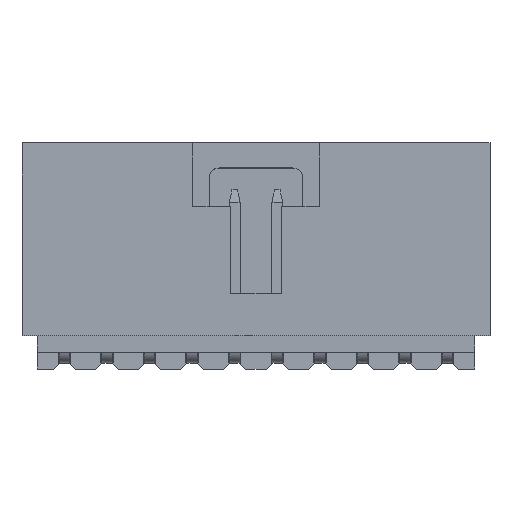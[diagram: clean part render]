
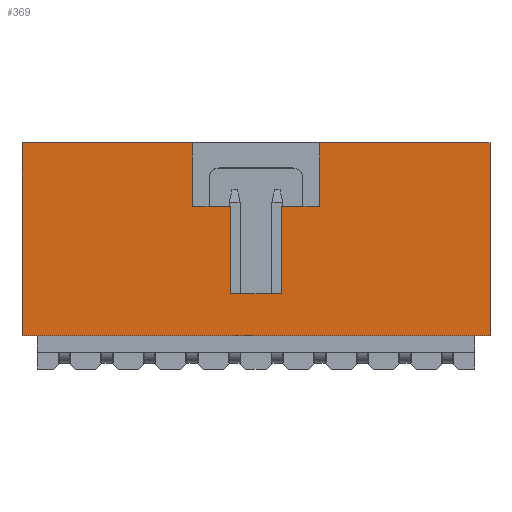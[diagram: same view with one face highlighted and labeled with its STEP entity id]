
A CAD part, top view. The second image highlights one B-rep face of the part: STEP entity #369.
In plain terms, the highlighted planar face has unit normal (0, 0, 1).
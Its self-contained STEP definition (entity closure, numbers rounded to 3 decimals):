
#37=CARTESIAN_POINT('',(13.97,0.,2.55));
#38=VERTEX_POINT('',#37);
#48=CARTESIAN_POINT('',(-13.97,0.,2.55));
#49=VERTEX_POINT('',#48);
#50=CARTESIAN_POINT('',(13.97,0.,2.55));
#51=CARTESIAN_POINT('',(8.382,0.,2.55));
#52=CARTESIAN_POINT('',(2.794,0.,2.55));
#53=CARTESIAN_POINT('',(-2.794,0.,2.55));
#54=CARTESIAN_POINT('',(-8.382,0.,2.55));
#55=CARTESIAN_POINT('',(-13.97,0.,2.55));
#56=B_SPLINE_CURVE_WITH_KNOTS('',5,(#50,#51,#52,#53,#54,#55),.UNSPECIFIED.,.F.,.U.,(6,6),(0.,27.94),.UNSPECIFIED.);
#57=EDGE_CURVE('',#38,#49,#56,.T.);
#206=CARTESIAN_POINT('',(13.97,11.5,2.55));
#207=VERTEX_POINT('',#206);
#217=CARTESIAN_POINT('',(13.97,11.5,2.55));
#218=CARTESIAN_POINT('',(13.97,9.2,2.55));
#219=CARTESIAN_POINT('',(13.97,6.9,2.55));
#220=CARTESIAN_POINT('',(13.97,4.6,2.55));
#221=CARTESIAN_POINT('',(13.97,2.3,2.55));
#222=CARTESIAN_POINT('',(13.97,0.,2.55));
#223=B_SPLINE_CURVE_WITH_KNOTS('',5,(#217,#218,#219,#220,#221,#222),.UNSPECIFIED.,.F.,.U.,(6,6),(0.,11.5),.UNSPECIFIED.);
#224=EDGE_CURVE('',#207,#38,#223,.T.);
#230=CARTESIAN_POINT('',(0.,5.75,2.55));
#231=DIRECTION('',(1.,0.,0.));
#232=DIRECTION('',(0.,0.,1.));
#233=AXIS2_PLACEMENT_3D('',#230,#232,#231);
#234=PLANE('',#233);
#235=CARTESIAN_POINT('',(-1.5,2.5,2.55));
#236=VERTEX_POINT('',#235);
#237=CARTESIAN_POINT('',(-1.5,7.7,2.55));
#238=VERTEX_POINT('',#237);
#239=CARTESIAN_POINT('',(-1.5,2.5,2.55));
#240=CARTESIAN_POINT('',(-1.5,3.54,2.55));
#241=CARTESIAN_POINT('',(-1.5,4.58,2.55));
#242=CARTESIAN_POINT('',(-1.5,5.62,2.55));
#243=CARTESIAN_POINT('',(-1.5,6.66,2.55));
#244=CARTESIAN_POINT('',(-1.5,7.7,2.55));
#245=B_SPLINE_CURVE_WITH_KNOTS('',5,(#239,#240,#241,#242,#243,#244),.UNSPECIFIED.,.F.,.U.,(6,6),(0.,5.2),.UNSPECIFIED.);
#246=EDGE_CURVE('',#236,#238,#245,.T.);
#247=ORIENTED_EDGE('',*,*,#246,.T.);
#248=CARTESIAN_POINT('',(-2.8,7.7,2.55));
#249=VERTEX_POINT('',#248);
#250=CARTESIAN_POINT('',(-1.5,7.7,2.55));
#251=CARTESIAN_POINT('',(-1.76,7.7,2.55));
#252=CARTESIAN_POINT('',(-2.02,7.7,2.55));
#253=CARTESIAN_POINT('',(-2.28,7.7,2.55));
#254=CARTESIAN_POINT('',(-2.54,7.7,2.55));
#255=CARTESIAN_POINT('',(-2.8,7.7,2.55));
#256=B_SPLINE_CURVE_WITH_KNOTS('',5,(#250,#251,#252,#253,#254,#255),.UNSPECIFIED.,.F.,.U.,(6,6),(0.,1.3),.UNSPECIFIED.);
#257=EDGE_CURVE('',#238,#249,#256,.T.);
#258=ORIENTED_EDGE('',*,*,#257,.T.);
#259=CARTESIAN_POINT('',(-3.8,7.7,2.55));
#260=VERTEX_POINT('',#259);
#261=CARTESIAN_POINT('',(-2.8,7.7,2.55));
#262=CARTESIAN_POINT('',(-3.,7.7,2.55));
#263=CARTESIAN_POINT('',(-3.2,7.7,2.55));
#264=CARTESIAN_POINT('',(-3.4,7.7,2.55));
#265=CARTESIAN_POINT('',(-3.6,7.7,2.55));
#266=CARTESIAN_POINT('',(-3.8,7.7,2.55));
#267=B_SPLINE_CURVE_WITH_KNOTS('',5,(#261,#262,#263,#264,#265,#266),.UNSPECIFIED.,.F.,.U.,(6,6),(0.,1.),.UNSPECIFIED.);
#268=EDGE_CURVE('',#249,#260,#267,.T.);
#269=ORIENTED_EDGE('',*,*,#268,.T.);
#270=CARTESIAN_POINT('',(-3.8,11.5,2.55));
#271=VERTEX_POINT('',#270);
#272=CARTESIAN_POINT('',(-3.8,7.7,2.55));
#273=CARTESIAN_POINT('',(-3.8,8.46,2.55));
#274=CARTESIAN_POINT('',(-3.8,9.22,2.55));
#275=CARTESIAN_POINT('',(-3.8,9.98,2.55));
#276=CARTESIAN_POINT('',(-3.8,10.74,2.55));
#277=CARTESIAN_POINT('',(-3.8,11.5,2.55));
#278=B_SPLINE_CURVE_WITH_KNOTS('',5,(#272,#273,#274,#275,#276,#277),.UNSPECIFIED.,.F.,.U.,(6,6),(0.,3.8),.UNSPECIFIED.);
#279=EDGE_CURVE('',#260,#271,#278,.T.);
#280=ORIENTED_EDGE('',*,*,#279,.T.);
#281=CARTESIAN_POINT('',(-13.97,11.5,2.55));
#282=VERTEX_POINT('',#281);
#283=CARTESIAN_POINT('',(-3.8,11.5,2.55));
#284=CARTESIAN_POINT('',(-5.834,11.5,2.55));
#285=CARTESIAN_POINT('',(-7.868,11.5,2.55));
#286=CARTESIAN_POINT('',(-9.902,11.5,2.55));
#287=CARTESIAN_POINT('',(-11.936,11.5,2.55));
#288=CARTESIAN_POINT('',(-13.97,11.5,2.55));
#289=B_SPLINE_CURVE_WITH_KNOTS('',5,(#283,#284,#285,#286,#287,#288),.UNSPECIFIED.,.F.,.U.,(6,6),(0.,10.17),.UNSPECIFIED.);
#290=EDGE_CURVE('',#271,#282,#289,.T.);
#291=ORIENTED_EDGE('',*,*,#290,.T.);
#292=CARTESIAN_POINT('',(-13.97,11.5,2.55));
#293=CARTESIAN_POINT('',(-13.97,9.2,2.55));
#294=CARTESIAN_POINT('',(-13.97,6.9,2.55));
#295=CARTESIAN_POINT('',(-13.97,4.6,2.55));
#296=CARTESIAN_POINT('',(-13.97,2.3,2.55));
#297=CARTESIAN_POINT('',(-13.97,0.,2.55));
#298=B_SPLINE_CURVE_WITH_KNOTS('',5,(#292,#293,#294,#295,#296,#297),.UNSPECIFIED.,.F.,.U.,(6,6),(0.,11.5),.UNSPECIFIED.);
#299=EDGE_CURVE('',#282,#49,#298,.T.);
#300=ORIENTED_EDGE('',*,*,#299,.T.);
#301=ORIENTED_EDGE('',*,*,#57,.F.);
#302=ORIENTED_EDGE('',*,*,#224,.F.);
#303=CARTESIAN_POINT('',(3.8,11.5,2.55));
#304=VERTEX_POINT('',#303);
#305=CARTESIAN_POINT('',(13.97,11.5,2.55));
#306=CARTESIAN_POINT('',(11.936,11.5,2.55));
#307=CARTESIAN_POINT('',(9.902,11.5,2.55));
#308=CARTESIAN_POINT('',(7.868,11.5,2.55));
#309=CARTESIAN_POINT('',(5.834,11.5,2.55));
#310=CARTESIAN_POINT('',(3.8,11.5,2.55));
#311=B_SPLINE_CURVE_WITH_KNOTS('',5,(#305,#306,#307,#308,#309,#310),.UNSPECIFIED.,.F.,.U.,(6,6),(0.,10.17),.UNSPECIFIED.);
#312=EDGE_CURVE('',#207,#304,#311,.T.);
#313=ORIENTED_EDGE('',*,*,#312,.T.);
#314=CARTESIAN_POINT('',(3.8,7.7,2.55));
#315=VERTEX_POINT('',#314);
#316=CARTESIAN_POINT('',(3.8,11.5,2.55));
#317=CARTESIAN_POINT('',(3.8,10.74,2.55));
#318=CARTESIAN_POINT('',(3.8,9.98,2.55));
#319=CARTESIAN_POINT('',(3.8,9.22,2.55));
#320=CARTESIAN_POINT('',(3.8,8.46,2.55));
#321=CARTESIAN_POINT('',(3.8,7.7,2.55));
#322=B_SPLINE_CURVE_WITH_KNOTS('',5,(#316,#317,#318,#319,#320,#321),.UNSPECIFIED.,.F.,.U.,(6,6),(0.,3.8),.UNSPECIFIED.);
#323=EDGE_CURVE('',#304,#315,#322,.T.);
#324=ORIENTED_EDGE('',*,*,#323,.T.);
#325=CARTESIAN_POINT('',(2.8,7.7,2.55));
#326=VERTEX_POINT('',#325);
#327=CARTESIAN_POINT('',(3.8,7.7,2.55));
#328=CARTESIAN_POINT('',(3.6,7.7,2.55));
#329=CARTESIAN_POINT('',(3.4,7.7,2.55));
#330=CARTESIAN_POINT('',(3.2,7.7,2.55));
#331=CARTESIAN_POINT('',(3.,7.7,2.55));
#332=CARTESIAN_POINT('',(2.8,7.7,2.55));
#333=B_SPLINE_CURVE_WITH_KNOTS('',5,(#327,#328,#329,#330,#331,#332),.UNSPECIFIED.,.F.,.U.,(6,6),(0.,1.),.UNSPECIFIED.);
#334=EDGE_CURVE('',#315,#326,#333,.T.);
#335=ORIENTED_EDGE('',*,*,#334,.T.);
#336=CARTESIAN_POINT('',(1.5,7.7,2.55));
#337=VERTEX_POINT('',#336);
#338=CARTESIAN_POINT('',(2.8,7.7,2.55));
#339=CARTESIAN_POINT('',(2.54,7.7,2.55));
#340=CARTESIAN_POINT('',(2.28,7.7,2.55));
#341=CARTESIAN_POINT('',(2.02,7.7,2.55));
#342=CARTESIAN_POINT('',(1.76,7.7,2.55));
#343=CARTESIAN_POINT('',(1.5,7.7,2.55));
#344=B_SPLINE_CURVE_WITH_KNOTS('',5,(#338,#339,#340,#341,#342,#343),.UNSPECIFIED.,.F.,.U.,(6,6),(0.,1.3),.UNSPECIFIED.);
#345=EDGE_CURVE('',#326,#337,#344,.T.);
#346=ORIENTED_EDGE('',*,*,#345,.T.);
#347=CARTESIAN_POINT('',(1.5,2.5,2.55));
#348=VERTEX_POINT('',#347);
#349=CARTESIAN_POINT('',(1.5,7.7,2.55));
#350=CARTESIAN_POINT('',(1.5,6.66,2.55));
#351=CARTESIAN_POINT('',(1.5,5.62,2.55));
#352=CARTESIAN_POINT('',(1.5,4.58,2.55));
#353=CARTESIAN_POINT('',(1.5,3.54,2.55));
#354=CARTESIAN_POINT('',(1.5,2.5,2.55));
#355=B_SPLINE_CURVE_WITH_KNOTS('',5,(#349,#350,#351,#352,#353,#354),.UNSPECIFIED.,.F.,.U.,(6,6),(0.,5.2),.UNSPECIFIED.);
#356=EDGE_CURVE('',#337,#348,#355,.T.);
#357=ORIENTED_EDGE('',*,*,#356,.T.);
#358=CARTESIAN_POINT('',(1.5,2.5,2.55));
#359=CARTESIAN_POINT('',(0.9,2.5,2.55));
#360=CARTESIAN_POINT('',(0.3,2.5,2.55));
#361=CARTESIAN_POINT('',(-0.3,2.5,2.55));
#362=CARTESIAN_POINT('',(-0.9,2.5,2.55));
#363=CARTESIAN_POINT('',(-1.5,2.5,2.55));
#364=B_SPLINE_CURVE_WITH_KNOTS('',5,(#358,#359,#360,#361,#362,#363),.UNSPECIFIED.,.F.,.U.,(6,6),(0.,3.),.UNSPECIFIED.);
#365=EDGE_CURVE('',#348,#236,#364,.T.);
#366=ORIENTED_EDGE('',*,*,#365,.T.);
#367=EDGE_LOOP('',(#247,#258,#269,#280,#291,#300,#301,#302,#313,#324,#335,#346,#357,#366));
#368=FACE_OUTER_BOUND('',#367,.T.);
#369=ADVANCED_FACE('',(#368),#234,.T.);
